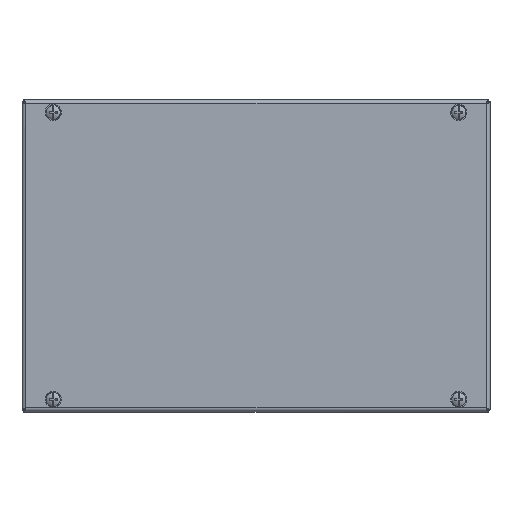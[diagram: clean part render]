
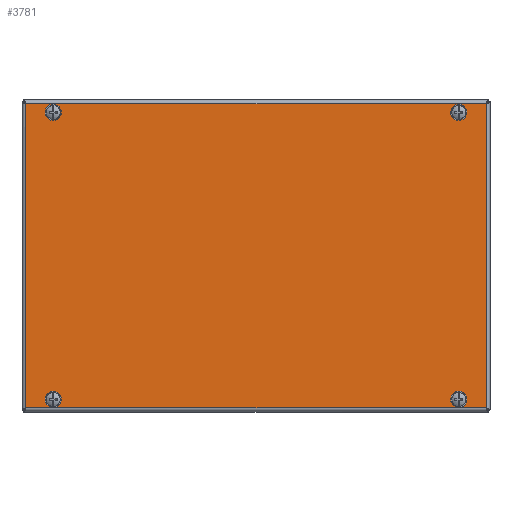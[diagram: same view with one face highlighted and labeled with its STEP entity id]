
A CAD part, top view. The second image highlights one B-rep face of the part: STEP entity #3781.
In plain terms, the highlighted face is planar.
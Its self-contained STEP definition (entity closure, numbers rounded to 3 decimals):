
#55 = VECTOR ( 'NONE', #5549, 1000. ) ;
#65 = AXIS2_PLACEMENT_3D ( 'NONE', #7744, #483, #8951 ) ;
#79 = FACE_OUTER_BOUND ( 'NONE', #9921, .T. ) ;
#217 = ORIENTED_EDGE ( 'NONE', *, *, #14891, .F. ) ;
#399 = EDGE_LOOP ( 'NONE', ( #9021 ) ) ;
#443 = FACE_BOUND ( 'NONE', #7214, .T. ) ;
#472 = VECTOR ( 'NONE', #600, 1000. ) ;
#483 = DIRECTION ( 'NONE',  ( 0., 0., -1. ) ) ;
#600 = DIRECTION ( 'NONE',  ( 1., 0., 0. ) ) ;
#732 = ORIENTED_EDGE ( 'NONE', *, *, #6663, .T. ) ;
#734 = EDGE_CURVE ( 'NONE', #14157, #14157, #4346, .T. ) ;
#739 = VERTEX_POINT ( 'NONE', #7762 ) ;
#839 = EDGE_LOOP ( 'NONE', ( #14282 ) ) ;
#919 = VECTOR ( 'NONE', #12281, 1000. ) ;
#1287 = VERTEX_POINT ( 'NONE', #3167 ) ;
#1348 = CARTESIAN_POINT ( 'NONE',  ( 134., -92., 0. ) ) ;
#1591 = CIRCLE ( 'NONE', #65, 4. ) ;
#2074 = VERTEX_POINT ( 'NONE', #9376 ) ;
#2129 = CIRCLE ( 'NONE', #13096, 4. ) ;
#2887 = CARTESIAN_POINT ( 'NONE',  ( 147.5, -97.5, 0. ) ) ;
#2942 = DIRECTION ( 'NONE',  ( 0., 1., 0. ) ) ;
#3167 = CARTESIAN_POINT ( 'NONE',  ( -147.5, 97.5, 0. ) ) ;
#3261 = ORIENTED_EDGE ( 'NONE', *, *, #11716, .T. ) ;
#3262 = EDGE_LOOP ( 'NONE', ( #217 ) ) ;
#3337 = FACE_BOUND ( 'NONE', #3262, .T. ) ;
#3781 = ADVANCED_FACE ( 'NONE', ( #443, #12956, #6522, #3337, #79 ), #12828, .F. ) ;
#3847 = CARTESIAN_POINT ( 'NONE',  ( 148.743, -97.5, 0. ) ) ;
#4106 = CARTESIAN_POINT ( 'NONE',  ( -130., 92., 0. ) ) ;
#4183 = DIRECTION ( 'NONE',  ( 0., 0., -1. ) ) ;
#4346 = CIRCLE ( 'NONE', #6980, 4. ) ;
#4444 = LINE ( 'NONE', #12792, #55 ) ;
#4656 = EDGE_CURVE ( 'NONE', #2074, #11110, #4444, .T. ) ;
#5072 = CARTESIAN_POINT ( 'NONE',  ( 126., 92., 0. ) ) ;
#5268 = DIRECTION ( 'NONE',  ( 0., 0., -1. ) ) ;
#5302 = ORIENTED_EDGE ( 'NONE', *, *, #8388, .T. ) ;
#5315 = DIRECTION ( 'NONE',  ( 1., 0., 0. ) ) ;
#5549 = DIRECTION ( 'NONE',  ( 0., -1., 0. ) ) ;
#5580 = CARTESIAN_POINT ( 'NONE',  ( -150., 100., 0. ) ) ;
#6522 = FACE_BOUND ( 'NONE', #839, .T. ) ;
#6642 = EDGE_CURVE ( 'NONE', #11924, #11924, #2129, .T. ) ;
#6655 = CARTESIAN_POINT ( 'NONE',  ( -148.743, 97.5, 0. ) ) ;
#6663 = EDGE_CURVE ( 'NONE', #739, #1287, #10252, .T. ) ;
#6800 = DIRECTION ( 'NONE',  ( 0., 0., 1. ) ) ;
#6919 = LINE ( 'NONE', #6655, #472 ) ;
#6980 = AXIS2_PLACEMENT_3D ( 'NONE', #11386, #4183, #12618 ) ;
#7195 = VERTEX_POINT ( 'NONE', #1348 ) ;
#7214 = EDGE_LOOP ( 'NONE', ( #12865 ) ) ;
#7744 = CARTESIAN_POINT ( 'NONE',  ( 130., -92., 0. ) ) ;
#7762 = CARTESIAN_POINT ( 'NONE',  ( -147.5, -97.5, 0. ) ) ;
#8388 = EDGE_CURVE ( 'NONE', #11110, #739, #10184, .T. ) ;
#8839 = AXIS2_PLACEMENT_3D ( 'NONE', #12497, #5268, #13687 ) ;
#8875 = VERTEX_POINT ( 'NONE', #5072 ) ;
#8951 = DIRECTION ( 'NONE',  ( 1., 0., 0. ) ) ;
#9021 = ORIENTED_EDGE ( 'NONE', *, *, #734, .F. ) ;
#9376 = CARTESIAN_POINT ( 'NONE',  ( 147.5, 97.5, 0. ) ) ;
#9626 = CARTESIAN_POINT ( 'NONE',  ( -134., -92., 0. ) ) ;
#9921 = EDGE_LOOP ( 'NONE', ( #5302, #732, #3261, #15267 ) ) ;
#10184 = LINE ( 'NONE', #3847, #919 ) ;
#10252 = LINE ( 'NONE', #11363, #13464 ) ;
#10561 = EDGE_CURVE ( 'NONE', #7195, #7195, #1591, .T. ) ;
#10814 = CIRCLE ( 'NONE', #8839, 4. ) ;
#11110 = VERTEX_POINT ( 'NONE', #2887 ) ;
#11363 = CARTESIAN_POINT ( 'NONE',  ( -147.5, -98.743, 0. ) ) ;
#11386 = CARTESIAN_POINT ( 'NONE',  ( -130., -92., 0. ) ) ;
#11716 = EDGE_CURVE ( 'NONE', #1287, #2074, #6919, .T. ) ;
#11924 = VERTEX_POINT ( 'NONE', #12163 ) ;
#11984 = AXIS2_PLACEMENT_3D ( 'NONE', #5580, #6800, #15190 ) ;
#12163 = CARTESIAN_POINT ( 'NONE',  ( -126., 92., 0. ) ) ;
#12281 = DIRECTION ( 'NONE',  ( -1., 0., 0. ) ) ;
#12497 = CARTESIAN_POINT ( 'NONE',  ( 130., 92., 0. ) ) ;
#12536 = DIRECTION ( 'NONE',  ( 0., 0., -1. ) ) ;
#12618 = DIRECTION ( 'NONE',  ( -1., 0., 0. ) ) ;
#12792 = CARTESIAN_POINT ( 'NONE',  ( 147.5, 98.743, 0. ) ) ;
#12828 = PLANE ( 'NONE',  #11984 ) ;
#12865 = ORIENTED_EDGE ( 'NONE', *, *, #10561, .F. ) ;
#12956 = FACE_BOUND ( 'NONE', #399, .T. ) ;
#13096 = AXIS2_PLACEMENT_3D ( 'NONE', #4106, #12536, #5315 ) ;
#13464 = VECTOR ( 'NONE', #2942, 1000. ) ;
#13687 = DIRECTION ( 'NONE',  ( -1., 0., 0. ) ) ;
#14157 = VERTEX_POINT ( 'NONE', #9626 ) ;
#14282 = ORIENTED_EDGE ( 'NONE', *, *, #6642, .F. ) ;
#14891 = EDGE_CURVE ( 'NONE', #8875, #8875, #10814, .T. ) ;
#15190 = DIRECTION ( 'NONE',  ( 1., 0., 0. ) ) ;
#15267 = ORIENTED_EDGE ( 'NONE', *, *, #4656, .T. ) ;
